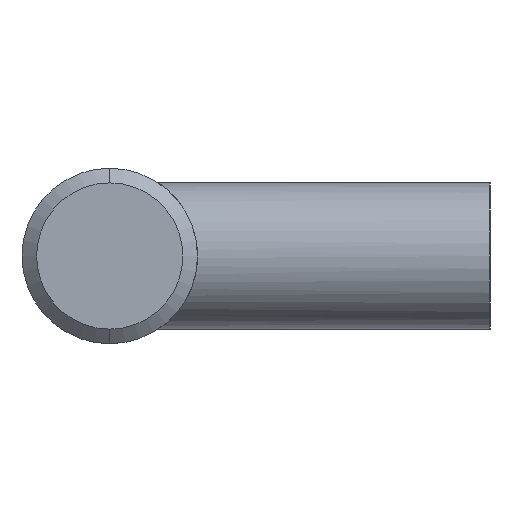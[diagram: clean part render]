
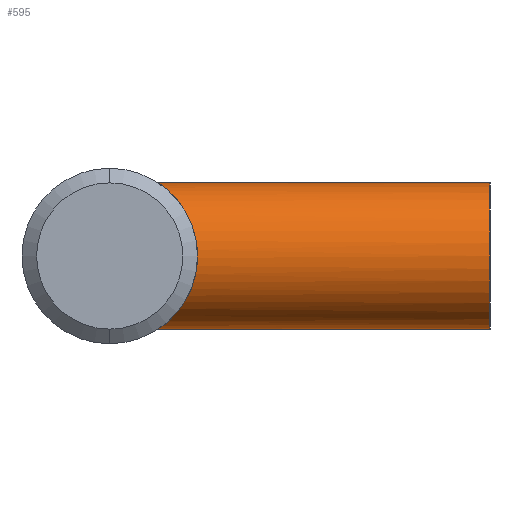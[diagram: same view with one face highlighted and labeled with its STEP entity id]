
A CAD part, left-side view. The second image highlights one B-rep face of the part: STEP entity #595.
In plain terms, the highlighted cylindrical face has radius 5 mm (diameter 10 mm), a partial arc.
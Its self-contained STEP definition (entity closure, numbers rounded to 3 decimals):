
#2 = LINE ( 'NONE', #247, #446 ) ;
#29 = DIRECTION ( 'NONE',  ( 0., 0., 1. ) ) ;
#42 = CARTESIAN_POINT ( 'NONE',  ( -5.009, -6.008, 0.006 ) ) ;
#44 = CARTESIAN_POINT ( 'NONE',  ( -0.353, -3.331, -4.991 ) ) ;
#48 = CARTESIAN_POINT ( 'NONE',  ( -4.289, -5.42, -2.59 ) ) ;
#52 = CARTESIAN_POINT ( 'NONE',  ( -3.277, -4.66, -3.789 ) ) ;
#54 = CARTESIAN_POINT ( 'NONE',  ( -1.195, -3.522, -4.858 ) ) ;
#77 = CARTESIAN_POINT ( 'NONE',  ( -3.035, -4.491, 3.986 ) ) ;
#96 = CARTESIAN_POINT ( 'NONE',  ( -3.718, -4.98, -3.357 ) ) ;
#98 = ORIENTED_EDGE ( 'NONE', *, *, #569, .T. ) ;
#104 = CARTESIAN_POINT ( 'NONE',  ( -3.924, -5.136, -3.116 ) ) ;
#123 = LINE ( 'NONE', #213, #257 ) ;
#128 = DIRECTION ( 'NONE',  ( 0., 1., 0. ) ) ;
#131 = CARTESIAN_POINT ( 'NONE',  ( -4.926, -5.938, 0.875 ) ) ;
#138 = ORIENTED_EDGE ( 'NONE', *, *, #145, .T. ) ;
#145 = EDGE_CURVE ( 'NONE', #498, #495, #206, .T. ) ;
#152 = CARTESIAN_POINT ( 'NONE',  ( -2.252, -4.001, -4.475 ) ) ;
#168 = CARTESIAN_POINT ( 'NONE',  ( -3.921, -5.134, 3.119 ) ) ;
#175 = EDGE_CURVE ( 'NONE', #498, #447, #123, .T. ) ;
#182 = CARTESIAN_POINT ( 'NONE',  ( -0.354, -3.317, 5. ) ) ;
#186 = CARTESIAN_POINT ( 'NONE',  ( -0.696, -3.374, 4.963 ) ) ;
#200 = CARTESIAN_POINT ( 'NONE',  ( -4.955, -5.963, -0.689 ) ) ;
#206 = CIRCLE ( 'NONE', #295, 5. ) ;
#213 = CARTESIAN_POINT ( 'NONE',  ( 0., -26., -5. ) ) ;
#216 = CARTESIAN_POINT ( 'NONE',  ( 0., -26., 5. ) ) ;
#233 = CARTESIAN_POINT ( 'NONE',  ( -4.954, -5.961, 0.702 ) ) ;
#237 = CARTESIAN_POINT ( 'NONE',  ( -2.527, -4.165, -4.325 ) ) ;
#244 = CARTESIAN_POINT ( 'NONE',  ( -4.821, -5.852, -1.369 ) ) ;
#247 = CARTESIAN_POINT ( 'NONE',  ( 0., -26., 5. ) ) ;
#257 = VECTOR ( 'NONE', #128, 1000. ) ;
#284 = CARTESIAN_POINT ( 'NONE',  ( -4.991, -5.992, 0.354 ) ) ;
#294 = CARTESIAN_POINT ( 'NONE',  ( -4.928, -5.94, -0.863 ) ) ;
#295 = AXIS2_PLACEMENT_3D ( 'NONE', #598, #402, #29 ) ;
#302 = CARTESIAN_POINT ( 'NONE',  ( -0.865, -3.424, -4.927 ) ) ;
#304 = CARTESIAN_POINT ( 'NONE',  ( -0.175, -3.317, -5. ) ) ;
#339 = CARTESIAN_POINT ( 'NONE',  ( -2.249, -3.999, 4.477 ) ) ;
#342 = CARTESIAN_POINT ( 'NONE',  ( -1.667, -3.704, 4.724 ) ) ;
#346 = EDGE_LOOP ( 'NONE', ( #432, #138, #98, #566 ) ) ;
#353 = DIRECTION ( 'NONE',  ( 0., 0., 1. ) ) ;
#358 = AXIS2_PLACEMENT_3D ( 'NONE', #605, #558, #353 ) ;
#359 = CARTESIAN_POINT ( 'NONE',  ( -1.356, -3.58, -4.815 ) ) ;
#378 = CARTESIAN_POINT ( 'NONE',  ( -4.284, -5.417, 2.597 ) ) ;
#382 = CARTESIAN_POINT ( 'NONE',  ( -4.818, -5.849, 1.38 ) ) ;
#392 = CARTESIAN_POINT ( 'NONE',  ( 0., -26., -5. ) ) ;
#397 = DIRECTION ( 'NONE',  ( 0., 1., 0. ) ) ;
#399 = CARTESIAN_POINT ( 'NONE',  ( -4.449, -5.548, -2.307 ) ) ;
#402 = DIRECTION ( 'NONE',  ( 0., 1., 0. ) ) ;
#408 = FACE_OUTER_BOUND ( 'NONE', #346, .T. ) ;
#432 = ORIENTED_EDGE ( 'NONE', *, *, #175, .F. ) ;
#433 = CARTESIAN_POINT ( 'NONE',  ( -2.525, -4.164, 4.327 ) ) ;
#434 = CARTESIAN_POINT ( 'NONE',  ( -3.272, -4.656, 3.794 ) ) ;
#444 = CARTESIAN_POINT ( 'NONE',  ( -3.714, -4.977, 3.362 ) ) ;
#446 = VECTOR ( 'NONE', #397, 1000. ) ;
#447 = VERTEX_POINT ( 'NONE', #482 ) ;
#448 = CARTESIAN_POINT ( 'NONE',  ( -3.04, -4.494, -3.982 ) ) ;
#453 = CARTESIAN_POINT ( 'NONE',  ( 0., -3.317, -5. ) ) ;
#479 = CARTESIAN_POINT ( 'NONE',  ( 0., -3.317, 5. ) ) ;
#482 = CARTESIAN_POINT ( 'NONE',  ( 0., -3.317, -5. ) ) ;
#483 = CARTESIAN_POINT ( 'NONE',  ( -1.36, -3.571, 4.823 ) ) ;
#495 = VERTEX_POINT ( 'NONE', #216 ) ;
#498 = VERTEX_POINT ( 'NONE', #392 ) ;
#499 = CARTESIAN_POINT ( 'NONE',  ( -4.991, -5.993, -0.342 ) ) ;
#504 = CARTESIAN_POINT ( 'NONE',  ( -4.717, -5.766, -1.692 ) ) ;
#508 = CARTESIAN_POINT ( 'NONE',  ( -1.816, -3.779, -4.661 ) ) ;
#514 = VERTEX_POINT ( 'NONE', #624 ) ;
#542 = CARTESIAN_POINT ( 'NONE',  ( -4.444, -5.545, 2.316 ) ) ;
#551 = EDGE_CURVE ( 'NONE', #514, #447, #554, .T. ) ;
#554 = B_SPLINE_CURVE_WITH_KNOTS ( 'NONE', 3,
 ( #479, #182, #186, #483, #342, #339, #433, #77, #434, #444, #168, #378, #542, #579, #382, #131, #233, #284, #42, #499, #200, #294, #244, #504, #399, #48, #104, #96, #52, #448, #237, #152, #508, #599, #359, #54, #302, #561, #44, #304, #453 ),
 .UNSPECIFIED., .F., .F.,
 ( 4, 2, 2, 2, 2, 2, 2, 2, 2, 1, 2, 2, 2, 2, 2, 2, 2, 2, 2, 2, 4 ),
 ( 0., 0.001, 0.002, 0.003, 0.004, 0.005, 0.006, 0.007, 0.008, 0.008, 0.009, 0.009, 0.01, 0.011, 0.013, 0.014, 0.015, 0.015, 0.016, 0.016, 0.017 ),
 .UNSPECIFIED. ) ;
#558 = DIRECTION ( 'NONE',  ( 0., 1., 0. ) ) ;
#561 = CARTESIAN_POINT ( 'NONE',  ( -0.697, -3.385, -4.954 ) ) ;
#563 = CYLINDRICAL_SURFACE ( 'NONE', #358, 5. ) ;
#566 = ORIENTED_EDGE ( 'NONE', *, *, #551, .T. ) ;
#569 = EDGE_CURVE ( 'NONE', #495, #514, #2, .T. ) ;
#579 = CARTESIAN_POINT ( 'NONE',  ( -4.713, -5.762, 1.703 ) ) ;
#595 = ADVANCED_FACE ( 'NONE', ( #408 ), #563, .T. ) ;
#598 = CARTESIAN_POINT ( 'NONE',  ( 0., -26., 0. ) ) ;
#599 = CARTESIAN_POINT ( 'NONE',  ( -1.667, -3.709, -4.717 ) ) ;
#605 = CARTESIAN_POINT ( 'NONE',  ( 0., -26., 0. ) ) ;
#624 = CARTESIAN_POINT ( 'NONE',  ( 0., -3.317, 5. ) ) ;
